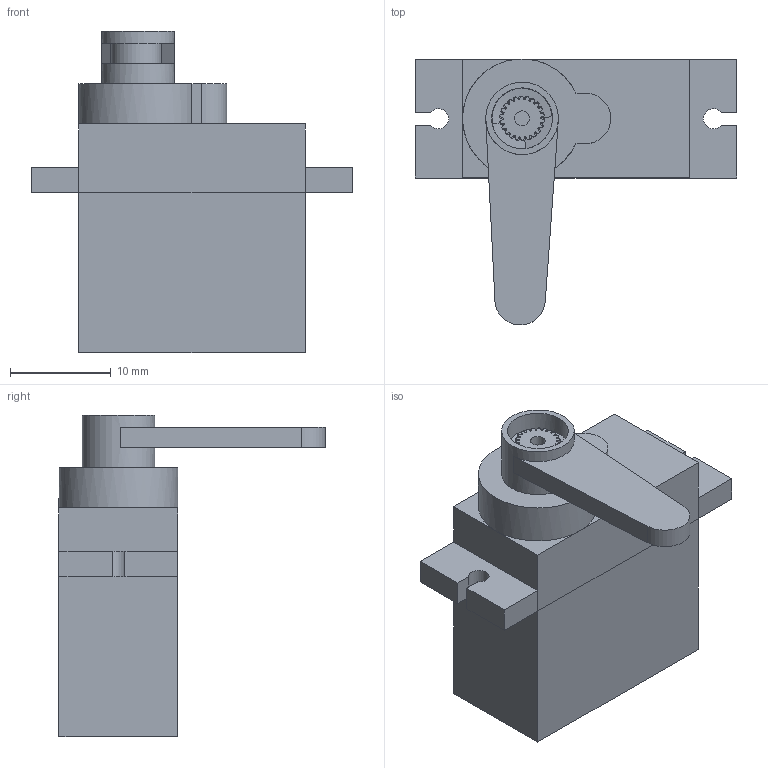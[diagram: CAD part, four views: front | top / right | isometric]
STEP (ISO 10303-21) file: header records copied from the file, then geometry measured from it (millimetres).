
FILE_DESCRIPTION(/* description */ ('STEP AP214'),/* implementation_level */ '2;1');
FILE_NAME(/* name */ 'servo motor assembley v4 v2.step',/* time_stamp */ '2025-08-09T16:16:51-03:00',/* author */ (''),/* organization */ (''),/* preprocessor_version */ 'ST-DEVELOPER v20.1',/* originating_system */ 'Autodesk Translation Framework v14.10.0.0',/* authorisation */ '');
FILE_SCHEMA (('AUTOMOTIVE_DESIGN { 1 0 10303 214 3 1 1 }'));
Length unit declared in the file: millimetre
Products named in the file (6): servo motor assembley; lower cover; Part6^servo motor assembley; Part10^servo motor assembley; upper cover; Part14^servo motor assembley
Assembly tree (5 placements, depth 2):
  servo motor assembley
    lower cover
    Part6^servo motor assembley
    Part10^servo motor assembley
    upper cover
    Part14^servo motor assembley
Bounding box: 31.9 x 26.4 x 31.9 mm (x, y, z)
Volume: 2371.2 mm3; surface area: 6705.1 mm2
Topology: 10 solids, 10 shells, 913 faces, 2649 edges, 1764 vertices
Faces by surface type: cylinder 784, plane 128, cone 1
Full cylindrical faces by diameter (mm): 1.05 x1, 1.469 x1, 1.5 x5, 4.6 x2, 6.041 x1, 7.2 x1
Entity records: 31370 total; most frequent: DIRECTION 6122, CARTESIAN_POINT 5452, ORIENTED_EDGE 5298, EDGE_CURVE 2649, AXIS2_PLACEMENT_3D 2572, VERTEX_POINT 1764, CIRCLE 1622, LINE 978
